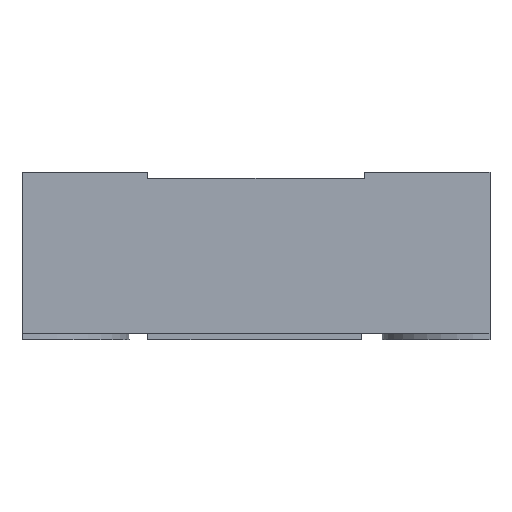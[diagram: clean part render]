
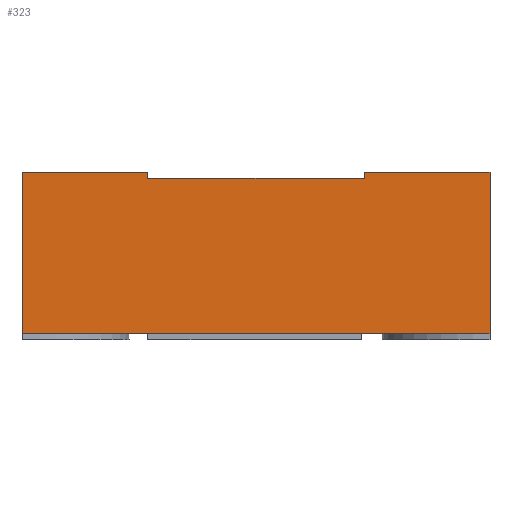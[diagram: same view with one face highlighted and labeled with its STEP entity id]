
A CAD part, front view. The second image highlights one B-rep face of the part: STEP entity #323.
In plain terms, the highlighted planar face has unit normal (0, -1, 0).
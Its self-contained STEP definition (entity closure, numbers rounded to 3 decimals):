
#4 = DIRECTION ( 'NONE',  ( -1., 0., 0. ) ) ;
#25 = EDGE_CURVE ( 'NONE', #498, #754, #582, .T. ) ;
#33 = VECTOR ( 'NONE', #682, 1000. ) ;
#48 = EDGE_LOOP ( 'NONE', ( #472, #725, #565, #366, #207, #65, #410, #355 ) ) ;
#65 = ORIENTED_EDGE ( 'NONE', *, *, #506, .T. ) ;
#67 = CARTESIAN_POINT ( 'NONE',  ( -26.316, -17.428, 0.77 ) ) ;
#86 = VECTOR ( 'NONE', #4, 1000. ) ;
#117 = LINE ( 'NONE', #139, #276 ) ;
#132 = DIRECTION ( 'NONE',  ( 0., 0., 1. ) ) ;
#136 = EDGE_CURVE ( 'NONE', #301, #641, #259, .T. ) ;
#137 = VECTOR ( 'NONE', #359, 1000. ) ;
#138 = CARTESIAN_POINT ( 'NONE',  ( 0., -17.428, 0.03 ) ) ;
#139 = CARTESIAN_POINT ( 'NONE',  ( -27.947, -17.428, 0.8 ) ) ;
#155 = CARTESIAN_POINT ( 'NONE',  ( -26.316, -17.428, 0.77 ) ) ;
#157 = VERTEX_POINT ( 'NONE', #580 ) ;
#165 = CARTESIAN_POINT ( 'NONE',  ( -25.716, -17.428, 0.8 ) ) ;
#166 = VERTEX_POINT ( 'NONE', #165 ) ;
#199 = DIRECTION ( 'NONE',  ( 0., 0., 1. ) ) ;
#204 = CARTESIAN_POINT ( 'NONE',  ( -27.947, -17.428, 0.8 ) ) ;
#207 = ORIENTED_EDGE ( 'NONE', *, *, #688, .F. ) ;
#217 = LINE ( 'NONE', #67, #714 ) ;
#220 = CARTESIAN_POINT ( 'NONE',  ( -27.947, -17.428, 0.8 ) ) ;
#229 = LINE ( 'NONE', #155, #33 ) ;
#245 = CARTESIAN_POINT ( 'NONE',  ( -25.716, -17.428, 0.8 ) ) ;
#259 = LINE ( 'NONE', #138, #86 ) ;
#261 = DIRECTION ( 'NONE',  ( 0., 0., 1. ) ) ;
#276 = VECTOR ( 'NONE', #595, 1000. ) ;
#301 = VERTEX_POINT ( 'NONE', #661 ) ;
#305 = EDGE_CURVE ( 'NONE', #498, #641, #314, .T. ) ;
#314 = LINE ( 'NONE', #220, #137 ) ;
#323 = ADVANCED_FACE ( 'NONE', ( #791 ), #658, .F. ) ;
#331 = VECTOR ( 'NONE', #199, 1000. ) ;
#333 = EDGE_CURVE ( 'NONE', #166, #301, #817, .T. ) ;
#355 = ORIENTED_EDGE ( 'NONE', *, *, #305, .T. ) ;
#359 = DIRECTION ( 'NONE',  ( 0., 0., -1. ) ) ;
#366 = ORIENTED_EDGE ( 'NONE', *, *, #431, .F. ) ;
#405 = CARTESIAN_POINT ( 'NONE',  ( -26.316, -17.428, 0.77 ) ) ;
#410 = ORIENTED_EDGE ( 'NONE', *, *, #25, .F. ) ;
#431 = EDGE_CURVE ( 'NONE', #446, #844, #217, .T. ) ;
#446 = VERTEX_POINT ( 'NONE', #405 ) ;
#472 = ORIENTED_EDGE ( 'NONE', *, *, #136, .F. ) ;
#487 = DIRECTION ( 'NONE',  ( 0., 1., 0. ) ) ;
#498 = VERTEX_POINT ( 'NONE', #836 ) ;
#506 = EDGE_CURVE ( 'NONE', #157, #754, #700, .T. ) ;
#556 = AXIS2_PLACEMENT_3D ( 'NONE', #204, #487, #261 ) ;
#565 = ORIENTED_EDGE ( 'NONE', *, *, #814, .F. ) ;
#573 = CARTESIAN_POINT ( 'NONE',  ( -27.347, -17.428, 0.77 ) ) ;
#574 = DIRECTION ( 'NONE',  ( 0., 0., -1. ) ) ;
#580 = CARTESIAN_POINT ( 'NONE',  ( -27.347, -17.428, 0.77 ) ) ;
#582 = LINE ( 'NONE', #790, #615 ) ;
#595 = DIRECTION ( 'NONE',  ( 1., 0., 0. ) ) ;
#615 = VECTOR ( 'NONE', #784, 1000. ) ;
#622 = CARTESIAN_POINT ( 'NONE',  ( -27.347, -17.428, 0.8 ) ) ;
#638 = VECTOR ( 'NONE', #574, 1000. ) ;
#641 = VERTEX_POINT ( 'NONE', #738 ) ;
#658 = PLANE ( 'NONE',  #556 ) ;
#661 = CARTESIAN_POINT ( 'NONE',  ( -25.716, -17.428, 0.03 ) ) ;
#682 = DIRECTION ( 'NONE',  ( 1., 0., 0. ) ) ;
#688 = EDGE_CURVE ( 'NONE', #157, #446, #229, .T. ) ;
#700 = LINE ( 'NONE', #573, #331 ) ;
#714 = VECTOR ( 'NONE', #132, 1000. ) ;
#725 = ORIENTED_EDGE ( 'NONE', *, *, #333, .F. ) ;
#730 = CARTESIAN_POINT ( 'NONE',  ( -26.316, -17.428, 0.8 ) ) ;
#738 = CARTESIAN_POINT ( 'NONE',  ( -27.947, -17.428, 0.03 ) ) ;
#754 = VERTEX_POINT ( 'NONE', #622 ) ;
#784 = DIRECTION ( 'NONE',  ( 1., 0., 0. ) ) ;
#790 = CARTESIAN_POINT ( 'NONE',  ( -27.947, -17.428, 0.8 ) ) ;
#791 = FACE_OUTER_BOUND ( 'NONE', #48, .T. ) ;
#814 = EDGE_CURVE ( 'NONE', #844, #166, #117, .T. ) ;
#817 = LINE ( 'NONE', #245, #638 ) ;
#836 = CARTESIAN_POINT ( 'NONE',  ( -27.947, -17.428, 0.8 ) ) ;
#844 = VERTEX_POINT ( 'NONE', #730 ) ;
